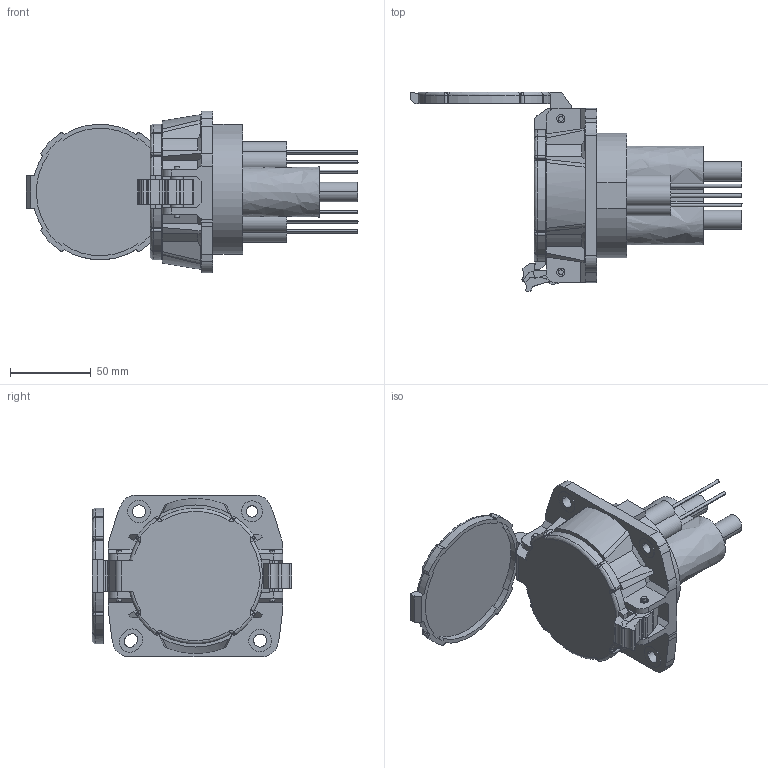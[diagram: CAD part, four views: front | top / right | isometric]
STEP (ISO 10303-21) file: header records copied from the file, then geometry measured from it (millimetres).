
FILE_DESCRIPTION(/* description */ (''),/* implementation_level */ '2;1');
FILE_NAME(/* name */ 'Yazaki_DC-Connector_Vehicle_L',/* time_stamp */ '2017-01-09T20:42:16+09:00',/* author */ (''),/* organization */ (''),/* preprocessor_version */ 'ST-DEVELOPER v15',/* originating_system */ '',/* authorisation */ '');
FILE_SCHEMA (('AUTOMOTIVE_DESIGN'));
Length unit declared in the file: millimetre
Products named in the file (1): Document
Bounding box: 205.6 x 123.66 x 100 mm (x, y, z)
Volume: 370204.8 mm3; surface area: 94422.7 mm2
Topology: 5 solids, 5 shells, 487 faces, 1257 edges, 812 vertices
Faces by surface type: bspline 368, plane 119
Entity records: 16164 total; most frequent: CARTESIAN_POINT 9245, ORIENTED_EDGE 2514, EDGE_CURVE 1257, VERTEX_POINT 812, EDGE_LOOP 531, ADVANCED_FACE 487, FACE_OUTER_BOUND 487, B_SPLINE_CURVE_WITH_KNOTS 328
